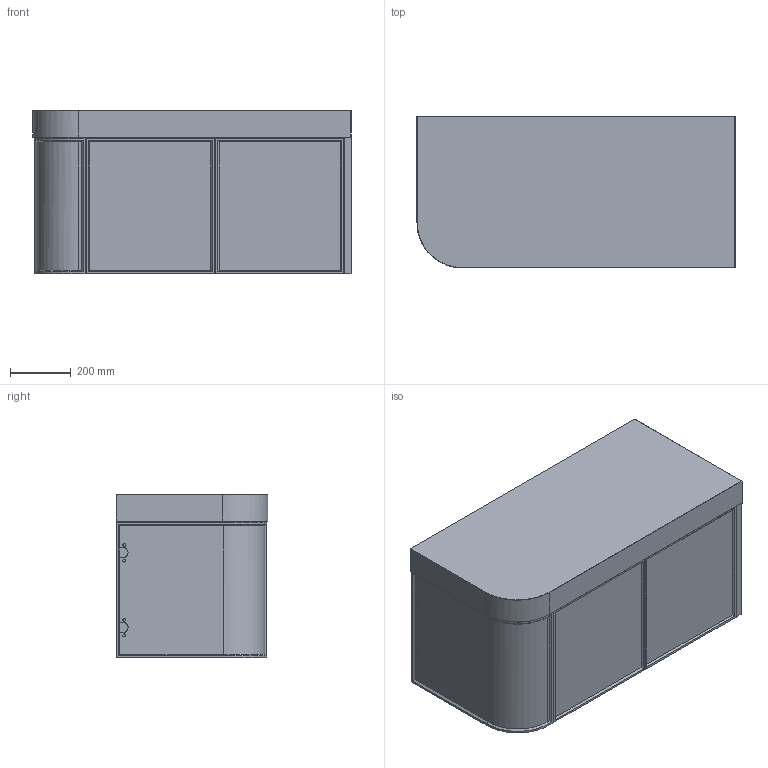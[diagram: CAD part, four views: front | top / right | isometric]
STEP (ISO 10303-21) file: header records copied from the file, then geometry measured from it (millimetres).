
FILE_DESCRIPTION(/* description */ (''),/* implementation_level */ '2;1');
FILE_NAME(/* name */ 'Kado Era 1050 (Door) SINGLE END 90MM',/* time_stamp */ '2025-07-09T14:53:30+10:00',/* author */ (''),/* organization */ (''),/* preprocessor_version */ 'ST-DEVELOPER v16.5',/* originating_system */ '',/* authorisation */ '');
FILE_SCHEMA (('AUTOMOTIVE_DESIGN'));
Length unit declared in the file: millimetre
Products named in the file (9): Document; Kado Era 1050 (Door) SINGLE END 90MM; Kado Era 1200 Carcass (DOOR)5; 1200 Door Kado Era12; 1200 Door Kado Era3; End Carcass LEFT9; Filler Panel11; Kado Era Curved End Panel7; 1050 Benchtop (90mm) SINGLE END (NO CUTOUT)
Assembly tree (9 placements, depth 4):
  Document
    Kado Era 1050 (Door) SINGLE END 90MM
      Kado Era 1200 Carcass (DOOR)5
      1200 Door Kado Era12  x2
        1200 Door Kado Era3
      End Carcass LEFT9
      Filler Panel11
      Kado Era Curved End Panel7
      1050 Benchtop (90mm) SINGLE END (NO CUTOUT)
Bounding box: 1048.5 x 500 x 540 mm (x, y, z)
Volume: 54350324.8 mm3; surface area: 7557859.2 mm2
Topology: 16 solids, 16 shells, 254 faces, 531 edges, 334 vertices
Faces by surface type: plane 161, cylinder 81, bspline 12
Entity records: 6783 total; most frequent: CARTESIAN_POINT 2407, ORIENTED_EDGE 998, EDGE_CURVE 499, B_SPLINE_CURVE_WITH_KNOTS 335, VERTEX_POINT 318, DIRECTION 279, EDGE_LOOP 275, AXIS2_PLACEMENT_3D 255
